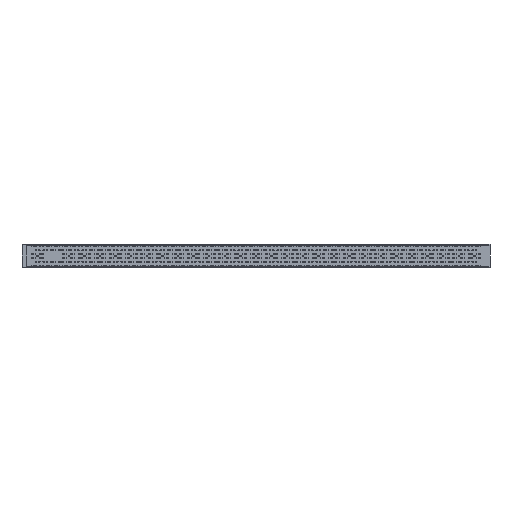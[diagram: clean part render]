
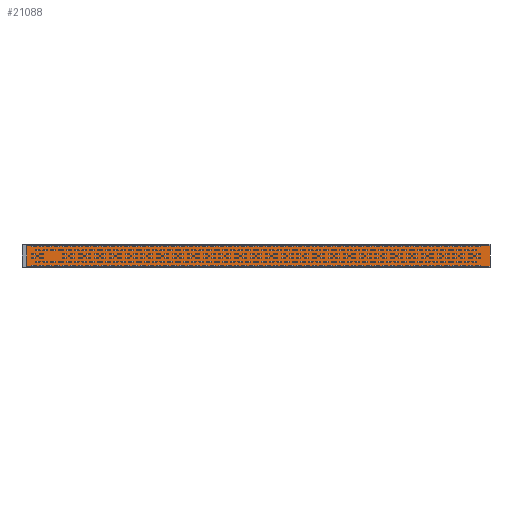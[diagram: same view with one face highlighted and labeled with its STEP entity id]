
A CAD part, top view. The second image highlights one B-rep face of the part: STEP entity #21088.
In plain terms, the highlighted planar face has unit normal (0, 0, 1).
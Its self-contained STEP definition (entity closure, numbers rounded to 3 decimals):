
#4362=FACE_OUTER_BOUND('',#5281,.T.);
#5281=EDGE_LOOP('',(#16572,#16573,#16574,#16575));
#6204=LINE('',#31689,#7946);
#6205=LINE('',#31691,#7947);
#6206=LINE('',#31693,#7948);
#6207=LINE('',#31694,#7949);
#7946=VECTOR('',#24657,1.);
#7947=VECTOR('',#24658,1.);
#7948=VECTOR('',#24659,1.);
#7949=VECTOR('',#24660,1.);
#9688=VERTEX_POINT('',#31687);
#9689=VERTEX_POINT('',#31688);
#9690=VERTEX_POINT('',#31690);
#9691=VERTEX_POINT('',#31692);
#13103=EDGE_CURVE('',#9688,#9689,#6204,.T.);
#13104=EDGE_CURVE('',#9688,#9690,#6205,.T.);
#13105=EDGE_CURVE('',#9690,#9691,#6206,.T.);
#13106=EDGE_CURVE('',#9691,#9689,#6207,.F.);
#16572=ORIENTED_EDGE('',*,*,#13103,.F.);
#16573=ORIENTED_EDGE('',*,*,#13104,.T.);
#16574=ORIENTED_EDGE('',*,*,#13105,.T.);
#16575=ORIENTED_EDGE('',*,*,#13106,.T.);
#20195=PLANE('',#22009);
#21088=ADVANCED_FACE('',(#4362),#20195,.T.);
#22009=AXIS2_PLACEMENT_3D('',#31686,#24655,#24656);
#24655=DIRECTION('center_axis',(0.,0.,1.));
#24656=DIRECTION('ref_axis',(1.,0.,0.));
#24657=DIRECTION('',(1.,0.,0.));
#24658=DIRECTION('',(0.,-1.,0.));
#24659=DIRECTION('',(1.,0.,0.));
#24660=DIRECTION('',(0.,-1.,0.));
#31686=CARTESIAN_POINT('Origin',(1596.243,19.615,-37.9));
#31687=CARTESIAN_POINT('',(111.843,91.995,-37.9));
#31688=CARTESIAN_POINT('',(3111.243,91.995,-37.9));
#31689=CARTESIAN_POINT('',(1611.243,91.995,-37.9));
#31690=CARTESIAN_POINT('',(111.843,-52.805,-37.9));
#31691=CARTESIAN_POINT('',(111.843,-52.805,-37.9));
#31692=CARTESIAN_POINT('',(3111.243,-52.805,-37.9));
#31693=CARTESIAN_POINT('',(1611.243,-52.805,-37.9));
#31694=CARTESIAN_POINT('',(3111.243,19.595,-37.9));
